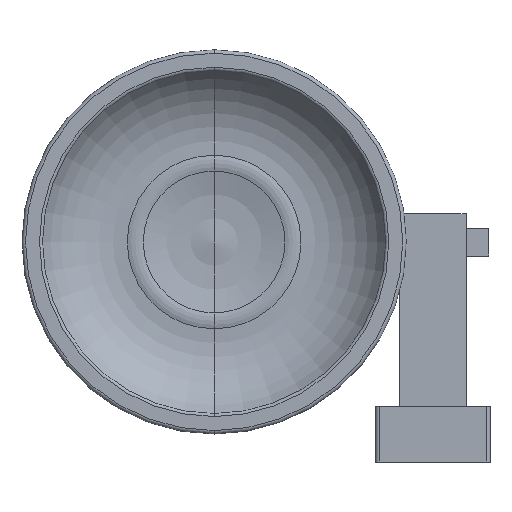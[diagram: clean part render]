
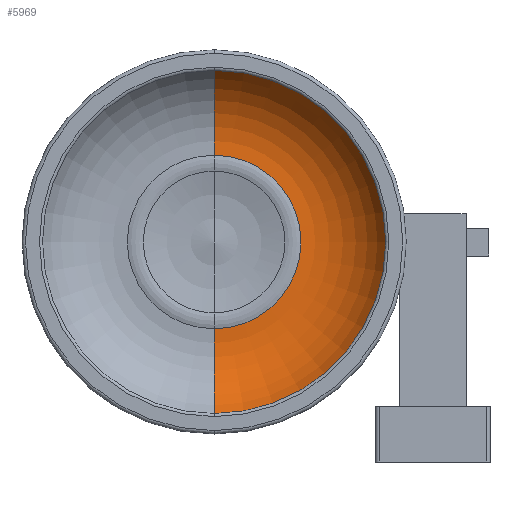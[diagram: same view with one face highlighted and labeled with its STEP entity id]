
A CAD part, top view. The second image highlights one B-rep face of the part: STEP entity #5969.
In plain terms, the highlighted toroidal (fillet/blend) face has major radius 27.623 mm and minor radius 25.023 mm.
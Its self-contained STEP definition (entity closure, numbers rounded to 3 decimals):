
#1028 = TOROIDAL_SURFACE ( 'NONE', #11084, 27.623, 25.023 ) ;
#1592 = ORIENTED_EDGE ( 'NONE', *, *, #4652, .T. ) ;
#1593 = ORIENTED_EDGE ( 'NONE', *, *, #4654, .F. ) ;
#1594 = ORIENTED_EDGE ( 'NONE', *, *, #4659, .F. ) ;
#1595 = ORIENTED_EDGE ( 'NONE', *, *, #4657, .T. ) ;
#4166 = CIRCLE ( 'NONE', #13231, 49.056 ) ;
#4168 = CIRCLE ( 'NONE', #13237, 25.023 ) ;
#4171 = CIRCLE ( 'NONE', #13228, 25.023 ) ;
#4173 = CIRCLE ( 'NONE', #13242, 24.801 ) ;
#4652 = EDGE_CURVE ( 'NONE', #6882, #6883, #4166, .T. ) ;
#4654 = EDGE_CURVE ( 'NONE', #6881, #6883, #4168, .T. ) ;
#4657 = EDGE_CURVE ( 'NONE', #6880, #6882, #4171, .T. ) ;
#4659 = EDGE_CURVE ( 'NONE', #6880, #6881, #4173, .T. ) ;
#4915 = CARTESIAN_POINT ( 'NONE',  ( 0., 40.03, 0. ) ) ;
#4916 = DIRECTION ( 'NONE',  ( 0., 1., 0. ) ) ;
#4917 = DIRECTION ( 'NONE',  ( 0., 0., 1. ) ) ;
#5969 = ADVANCED_FACE ( 'NONE', ( #11079 ), #1028, .F. ) ;
#6497 = EDGE_LOOP ( 'NONE', ( #1593, #1594, #1595, #1592 ) ) ;
#6880 = VERTEX_POINT ( 'NONE', #9432 ) ;
#6881 = VERTEX_POINT ( 'NONE', #9433 ) ;
#6882 = VERTEX_POINT ( 'NONE', #9434 ) ;
#6883 = VERTEX_POINT ( 'NONE', #9435 ) ;
#9432 = CARTESIAN_POINT ( 'NONE',  ( 0., 15.166, 24.801 ) ) ;
#9433 = CARTESIAN_POINT ( 'NONE',  ( 0., 15.166, -24.801 ) ) ;
#9434 = CARTESIAN_POINT ( 'NONE',  ( 0., 27.115, 49.056 ) ) ;
#9435 = CARTESIAN_POINT ( 'NONE',  ( 0., 27.115, -49.056 ) ) ;
#11079 = FACE_OUTER_BOUND ( 'NONE', #6497, .T. ) ;
#11084 = AXIS2_PLACEMENT_3D ( 'NONE', #4915, #4916, #4917 ) ;
#11926 = CARTESIAN_POINT ( 'NONE',  ( 0., 27.115, 0. ) ) ;
#11927 = DIRECTION ( 'NONE',  ( 0., 1., 0. ) ) ;
#11928 = DIRECTION ( 'NONE',  ( 0., 0., 1. ) ) ;
#11932 = CARTESIAN_POINT ( 'NONE',  ( 0., 40.03, -27.623 ) ) ;
#11933 = DIRECTION ( 'NONE',  ( 1., 0., 0. ) ) ;
#11934 = DIRECTION ( 'NONE',  ( 0., 0., -1. ) ) ;
#11941 = CARTESIAN_POINT ( 'NONE',  ( 0., 40.03, 27.623 ) ) ;
#11942 = DIRECTION ( 'NONE',  ( -1., 0., 0. ) ) ;
#11943 = DIRECTION ( 'NONE',  ( 0., 0., 1. ) ) ;
#11947 = CARTESIAN_POINT ( 'NONE',  ( 0., 15.166, 0. ) ) ;
#11948 = DIRECTION ( 'NONE',  ( 0., 1., 0. ) ) ;
#11949 = DIRECTION ( 'NONE',  ( 0., 0., 1. ) ) ;
#13228 = AXIS2_PLACEMENT_3D ( 'NONE', #11941, #11942, #11943 ) ;
#13231 = AXIS2_PLACEMENT_3D ( 'NONE', #11926, #11927, #11928 ) ;
#13237 = AXIS2_PLACEMENT_3D ( 'NONE', #11932, #11933, #11934 ) ;
#13242 = AXIS2_PLACEMENT_3D ( 'NONE', #11947, #11948, #11949 ) ;
